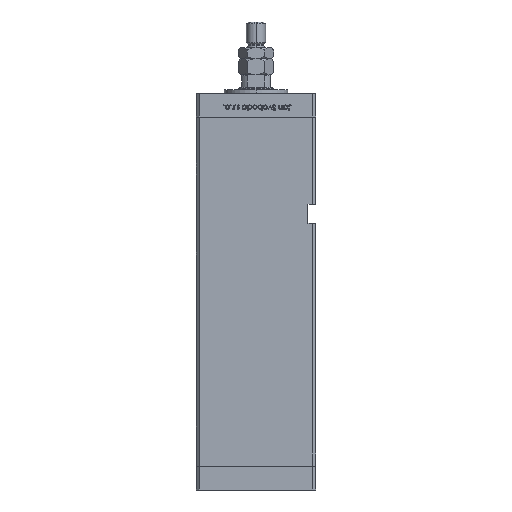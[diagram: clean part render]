
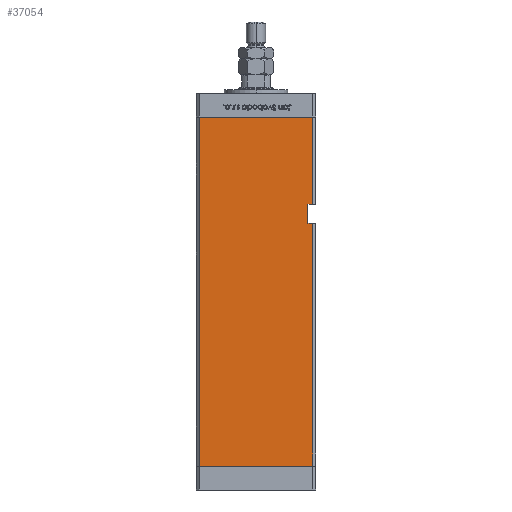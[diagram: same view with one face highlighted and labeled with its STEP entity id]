
A CAD part, left-side view. The second image highlights one B-rep face of the part: STEP entity #37054.
In plain terms, the highlighted planar face has unit normal (-1, 0, 0).
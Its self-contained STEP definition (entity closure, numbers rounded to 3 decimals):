
#321 = EDGE_CURVE ( 'NONE', #7600, #33937, #34805, .T. ) ;
#476 = LINE ( 'NONE', #29865, #23929 ) ;
#956 = EDGE_CURVE ( 'NONE', #48555, #7600, #53692, .T. ) ;
#1080 = ORIENTED_EDGE ( 'NONE', *, *, #18683, .F. ) ;
#1164 = EDGE_LOOP ( 'NONE', ( #1080, #6321, #4181, #46636, #38906, #45265, #3583, #49876 ) ) ;
#2555 = CARTESIAN_POINT ( 'NONE',  ( -42.5, -35.5, 0. ) ) ;
#3583 = ORIENTED_EDGE ( 'NONE', *, *, #35675, .T. ) ;
#4181 = ORIENTED_EDGE ( 'NONE', *, *, #26024, .F. ) ;
#4412 = VECTOR ( 'NONE', #29997, 1000. ) ;
#5170 = VECTOR ( 'NONE', #26225, 1000. ) ;
#6321 = ORIENTED_EDGE ( 'NONE', *, *, #27580, .F. ) ;
#6851 = CARTESIAN_POINT ( 'NONE',  ( -42.5, 35.5, 218.5 ) ) ;
#7265 = PLANE ( 'NONE',  #33083 ) ;
#7379 = VERTEX_POINT ( 'NONE', #30732 ) ;
#7600 = VERTEX_POINT ( 'NONE', #23020 ) ;
#7800 = CARTESIAN_POINT ( 'NONE',  ( -42.5, -32.5, 152. ) ) ;
#8519 = VECTOR ( 'NONE', #14411, 1000. ) ;
#9187 = CARTESIAN_POINT ( 'NONE',  ( -42.5, -32.5, 164. ) ) ;
#9300 = CARTESIAN_POINT ( 'NONE',  ( -42.5, -35.5, 218.5 ) ) ;
#9564 = CARTESIAN_POINT ( 'NONE',  ( -42.5, 35.5, 218.5 ) ) ;
#11687 = FACE_OUTER_BOUND ( 'NONE', #1164, .T. ) ;
#13554 = EDGE_CURVE ( 'NONE', #22120, #31018, #48763, .T. ) ;
#14411 = DIRECTION ( 'NONE',  ( 0., -1., 0. ) ) ;
#15987 = VERTEX_POINT ( 'NONE', #44328 ) ;
#16221 = VECTOR ( 'NONE', #34514, 1000. ) ;
#18683 = EDGE_CURVE ( 'NONE', #15987, #31018, #48109, .T. ) ;
#19744 = CARTESIAN_POINT ( 'NONE',  ( -42.5, 35.5, 218.5 ) ) ;
#21694 = CARTESIAN_POINT ( 'NONE',  ( -42.5, -32.5, 152. ) ) ;
#22120 = VERTEX_POINT ( 'NONE', #23711 ) ;
#23020 = CARTESIAN_POINT ( 'NONE',  ( -42.5, -35.5, 218.5 ) ) ;
#23711 = CARTESIAN_POINT ( 'NONE',  ( -42.5, 35.5, 0. ) ) ;
#23929 = VECTOR ( 'NONE', #25984, 1000. ) ;
#24047 = DIRECTION ( 'NONE',  ( 0., -1., 0. ) ) ;
#25984 = DIRECTION ( 'NONE',  ( 0., -1., 0. ) ) ;
#26024 = EDGE_CURVE ( 'NONE', #7379, #37111, #30546, .T. ) ;
#26225 = DIRECTION ( 'NONE',  ( 0., 0., -1. ) ) ;
#26406 = DIRECTION ( 'NONE',  ( 0., -1., 0. ) ) ;
#27580 = EDGE_CURVE ( 'NONE', #37111, #15987, #52184, .T. ) ;
#28349 = VECTOR ( 'NONE', #26406, 1000. ) ;
#28636 = CARTESIAN_POINT ( 'NONE',  ( -42.5, -35.5, 164. ) ) ;
#28882 = DIRECTION ( 'NONE',  ( 0., 1., 0. ) ) ;
#29865 = CARTESIAN_POINT ( 'NONE',  ( -42.5, -32.5, 164. ) ) ;
#29997 = DIRECTION ( 'NONE',  ( 0., 0., -1. ) ) ;
#30105 = LINE ( 'NONE', #9564, #16221 ) ;
#30369 = CARTESIAN_POINT ( 'NONE',  ( -42.5, -35.5, 218.5 ) ) ;
#30546 = LINE ( 'NONE', #9187, #4412 ) ;
#30732 = CARTESIAN_POINT ( 'NONE',  ( -42.5, -32.5, 164. ) ) ;
#31018 = VERTEX_POINT ( 'NONE', #2555 ) ;
#33083 = AXIS2_PLACEMENT_3D ( 'NONE', #19744, #49943, #28882 ) ;
#33937 = VERTEX_POINT ( 'NONE', #28636 ) ;
#34514 = DIRECTION ( 'NONE',  ( 0., 0., -1. ) ) ;
#34805 = LINE ( 'NONE', #9300, #5170 ) ;
#35675 = EDGE_CURVE ( 'NONE', #48555, #22120, #30105, .T. ) ;
#37054 = ADVANCED_FACE ( 'NONE', ( #11687 ), #7265, .F. ) ;
#37111 = VERTEX_POINT ( 'NONE', #7800 ) ;
#38649 = CARTESIAN_POINT ( 'NONE',  ( -42.5, 35.5, 218.5 ) ) ;
#38785 = VECTOR ( 'NONE', #47279, 1000. ) ;
#38906 = ORIENTED_EDGE ( 'NONE', *, *, #321, .F. ) ;
#44328 = CARTESIAN_POINT ( 'NONE',  ( -42.5, -35.5, 152. ) ) ;
#45042 = VECTOR ( 'NONE', #24047, 1000. ) ;
#45265 = ORIENTED_EDGE ( 'NONE', *, *, #956, .F. ) ;
#46636 = ORIENTED_EDGE ( 'NONE', *, *, #54567, .T. ) ;
#47279 = DIRECTION ( 'NONE',  ( 0., 0., -1. ) ) ;
#48109 = LINE ( 'NONE', #30369, #38785 ) ;
#48235 = CARTESIAN_POINT ( 'NONE',  ( -42.5, 35.5, 0. ) ) ;
#48555 = VERTEX_POINT ( 'NONE', #38649 ) ;
#48763 = LINE ( 'NONE', #48235, #8519 ) ;
#49876 = ORIENTED_EDGE ( 'NONE', *, *, #13554, .T. ) ;
#49943 = DIRECTION ( 'NONE',  ( 1., 0., 0. ) ) ;
#52184 = LINE ( 'NONE', #21694, #28349 ) ;
#53692 = LINE ( 'NONE', #6851, #45042 ) ;
#54567 = EDGE_CURVE ( 'NONE', #7379, #33937, #476, .T. ) ;
